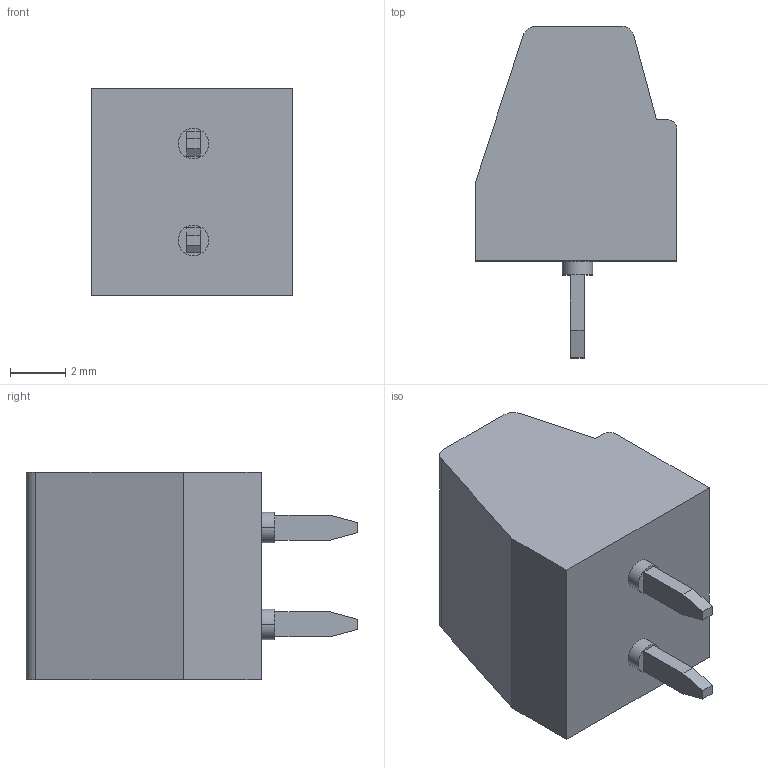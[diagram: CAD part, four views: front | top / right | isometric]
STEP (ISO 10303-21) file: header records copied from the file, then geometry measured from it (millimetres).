
FILE_DESCRIPTION(('STEP AP242'),'1');
FILE_NAME('1985807.stp','2024-06-22T02:23:14',('TraceParts'),('TraceParts S.A.'),'Spatial InterOp 3D',' ',' ');
FILE_SCHEMA(('AP242_MANAGED_MODEL_BASED_3D_ENGINEERING_MIM_LF {1 0 10303 442 1 1 4}'));
Length unit declared in the file: millimetre
Products named in the file (1): 1985807
Bounding box: 7.3 x 12 x 7.5 mm (x, y, z)
Volume: 364.2 mm3; surface area: 416.3 mm2
Topology: 1 solids, 1 shells, 133 faces, 335 edges, 218 vertices
Faces by surface type: plane 90, cylinder 43
Entity records: 5071 total; most frequent: DIRECTION 705, CARTESIAN_POINT 687, ORIENTED_EDGE 670, EDGE_CURVE 335, AXIS2_PLACEMENT_3D 236, LINE 233, VECTOR 233, VERTEX_POINT 218
